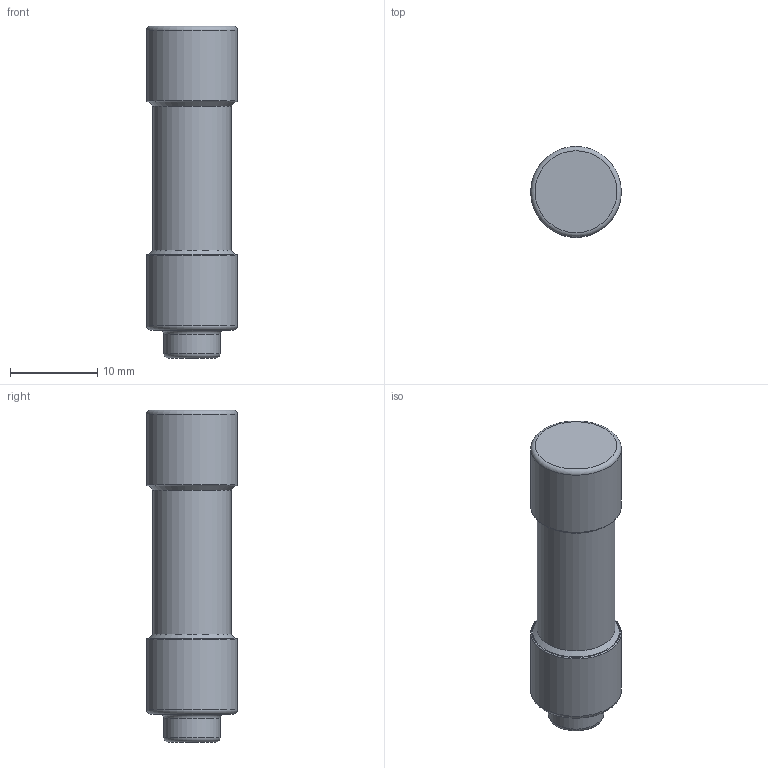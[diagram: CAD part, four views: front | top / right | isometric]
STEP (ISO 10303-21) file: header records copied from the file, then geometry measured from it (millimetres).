
FILE_DESCRIPTION(('FreeCAD Model'),'2;1');
FILE_NAME('Open CASCADE Shape Model','2023-08-22T20:48:52',('Author'),( ''),'Open CASCADE STEP processor 7.5','FreeCAD','Unknown');
FILE_SCHEMA(('AUTOMOTIVE_DESIGN { 1 0 10303 214 1 1 1 1 }'));
Length unit declared in the file: millimetre
Products named in the file (1): Body
Bounding box: 10.4 x 10.4 x 38.1 mm (x, y, z)
Volume: 2686.3 mm3; surface area: 1296.7 mm2
Topology: 1 solids, 1 shells, 17 faces, 28 edges, 16 vertices
Faces by surface type: torus 6, plane 5, cylinder 4, cone 2
Full cylindrical faces by diameter (mm): 6.44 x1, 8.952 x1, 10.4 x2
Entity records: 786 total; most frequent: DIRECTION 142, CARTESIAN_POINT 118, ORIENTED_EDGE 56, PCURVE 56, DEFINITIONAL_REPRESENTATION 56, LINE 54, VECTOR 54, AXIS2_PLACEMENT_3D 40
